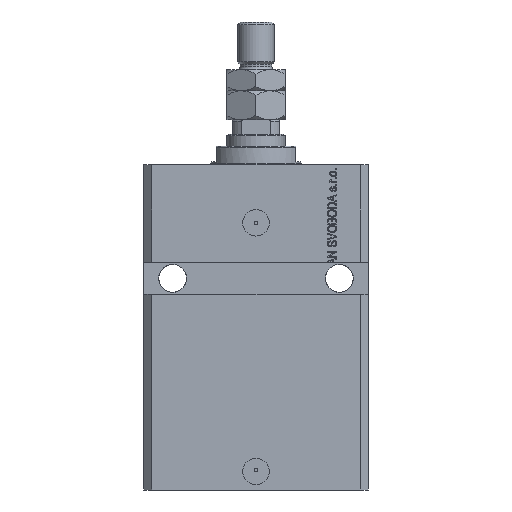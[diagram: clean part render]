
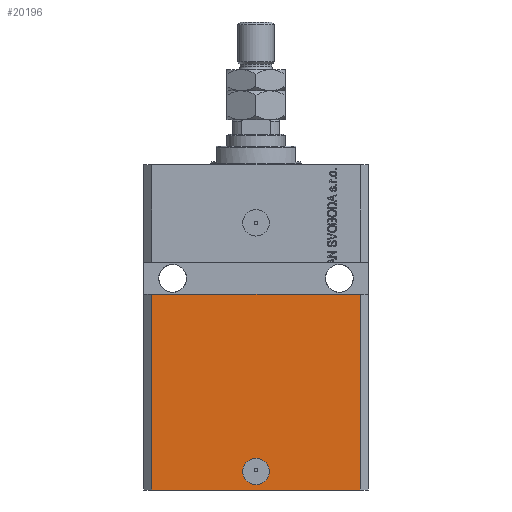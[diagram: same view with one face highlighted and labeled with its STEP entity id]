
A CAD part, front view. The second image highlights one B-rep face of the part: STEP entity #20196.
In plain terms, the highlighted planar face has unit normal (0, -1, 0).
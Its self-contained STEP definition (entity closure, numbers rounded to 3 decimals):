
#383 = FACE_BOUND ( 'NONE', #10632, .T. ) ;
#536 = CARTESIAN_POINT ( 'NONE',  ( -42.5, -31.5, -49. ) ) ;
#1180 = VECTOR ( 'NONE', #2301, 1000. ) ;
#1782 = VECTOR ( 'NONE', #41254, 1000. ) ;
#2125 = CARTESIAN_POINT ( 'NONE',  ( -5., -31.5, -116. ) ) ;
#2270 = VERTEX_POINT ( 'NONE', #33055 ) ;
#2301 = DIRECTION ( 'NONE',  ( 0., 0., 1. ) ) ;
#3787 = LINE ( 'NONE', #25928, #1782 ) ;
#3907 = CARTESIAN_POINT ( 'NONE',  ( -39.5, -31.5, -123. ) ) ;
#4391 = DIRECTION ( 'NONE',  ( 0., 0., -1. ) ) ;
#5969 = ORIENTED_EDGE ( 'NONE', *, *, #23962, .F. ) ;
#8638 = VECTOR ( 'NONE', #45385, 1000. ) ;
#10632 = EDGE_LOOP ( 'NONE', ( #5969, #25224 ) ) ;
#10862 = LINE ( 'NONE', #536, #23691 ) ;
#11405 = EDGE_CURVE ( 'NONE', #13260, #43511, #10862, .T. ) ;
#12841 = ORIENTED_EDGE ( 'NONE', *, *, #46351, .F. ) ;
#13106 = CARTESIAN_POINT ( 'NONE',  ( 39.5, -31.5, -123. ) ) ;
#13260 = VERTEX_POINT ( 'NONE', #44566 ) ;
#18132 = DIRECTION ( 'NONE',  ( 1., 0., 0. ) ) ;
#18683 = DIRECTION ( 'NONE',  ( 1., 0., 0. ) ) ;
#19535 = AXIS2_PLACEMENT_3D ( 'NONE', #33213, #33710, #18132 ) ;
#20196 = ADVANCED_FACE ( 'NONE', ( #383, #46848 ), #38341, .T. ) ;
#20317 = CIRCLE ( 'NONE', #19535, 5. ) ;
#22273 = LINE ( 'NONE', #41614, #8638 ) ;
#23691 = VECTOR ( 'NONE', #34712, 1000. ) ;
#23862 = VERTEX_POINT ( 'NONE', #2125 ) ;
#23962 = EDGE_CURVE ( 'NONE', #49400, #23862, #24238, .T. ) ;
#24238 = CIRCLE ( 'NONE', #25034, 5. ) ;
#24931 = LINE ( 'NONE', #13106, #1180 ) ;
#25034 = AXIS2_PLACEMENT_3D ( 'NONE', #30992, #26235, #18683 ) ;
#25224 = ORIENTED_EDGE ( 'NONE', *, *, #29769, .F. ) ;
#25928 = CARTESIAN_POINT ( 'NONE',  ( -39.5, -31.5, -123. ) ) ;
#26235 = DIRECTION ( 'NONE',  ( 0., -1., 0. ) ) ;
#26873 = EDGE_LOOP ( 'NONE', ( #29656, #12841, #42900, #38877 ) ) ;
#28486 = EDGE_CURVE ( 'NONE', #2270, #42437, #3787, .T. ) ;
#29656 = ORIENTED_EDGE ( 'NONE', *, *, #11405, .F. ) ;
#29769 = EDGE_CURVE ( 'NONE', #23862, #49400, #20317, .T. ) ;
#30159 = CARTESIAN_POINT ( 'NONE',  ( 39.5, -31.5, -123. ) ) ;
#30992 = CARTESIAN_POINT ( 'NONE',  ( 0., -31.5, -116. ) ) ;
#32926 = AXIS2_PLACEMENT_3D ( 'NONE', #3907, #42597, #4391 ) ;
#33055 = CARTESIAN_POINT ( 'NONE',  ( -39.5, -31.5, -123. ) ) ;
#33213 = CARTESIAN_POINT ( 'NONE',  ( 0., -31.5, -116. ) ) ;
#33710 = DIRECTION ( 'NONE',  ( 0., -1., 0. ) ) ;
#34712 = DIRECTION ( 'NONE',  ( 1., 0., 0. ) ) ;
#37102 = CARTESIAN_POINT ( 'NONE',  ( 5., -31.5, -116. ) ) ;
#37452 = EDGE_CURVE ( 'NONE', #42437, #43511, #24931, .T. ) ;
#38341 = PLANE ( 'NONE',  #32926 ) ;
#38877 = ORIENTED_EDGE ( 'NONE', *, *, #37452, .T. ) ;
#41254 = DIRECTION ( 'NONE',  ( 1., 0., 0. ) ) ;
#41614 = CARTESIAN_POINT ( 'NONE',  ( -39.5, -31.5, -123. ) ) ;
#42437 = VERTEX_POINT ( 'NONE', #30159 ) ;
#42597 = DIRECTION ( 'NONE',  ( 0., -1., 0. ) ) ;
#42900 = ORIENTED_EDGE ( 'NONE', *, *, #28486, .T. ) ;
#43511 = VERTEX_POINT ( 'NONE', #48444 ) ;
#44566 = CARTESIAN_POINT ( 'NONE',  ( -39.5, -31.5, -49. ) ) ;
#45385 = DIRECTION ( 'NONE',  ( 0., 0., 1. ) ) ;
#46351 = EDGE_CURVE ( 'NONE', #2270, #13260, #22273, .T. ) ;
#46848 = FACE_OUTER_BOUND ( 'NONE', #26873, .T. ) ;
#48444 = CARTESIAN_POINT ( 'NONE',  ( 39.5, -31.5, -49. ) ) ;
#49400 = VERTEX_POINT ( 'NONE', #37102 ) ;
